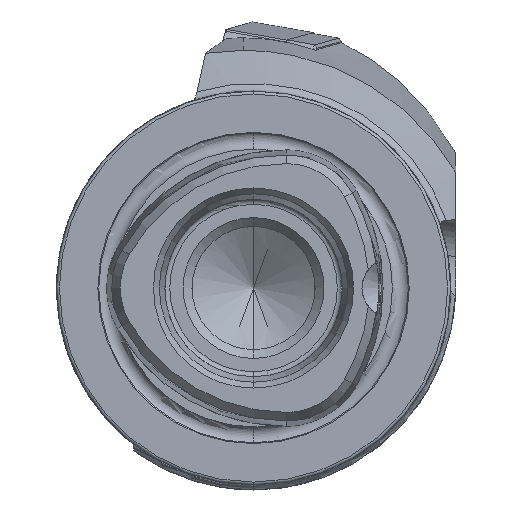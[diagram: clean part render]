
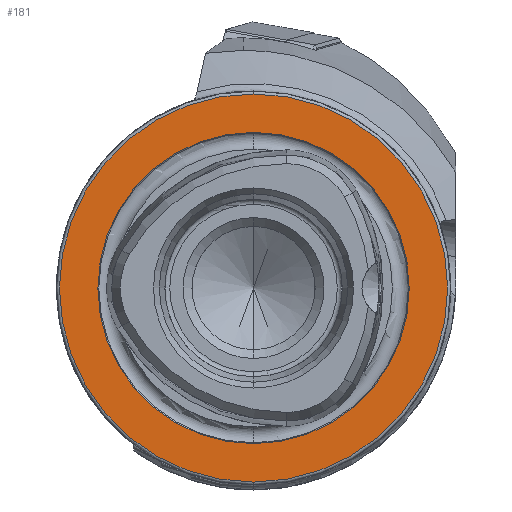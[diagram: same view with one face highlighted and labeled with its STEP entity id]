
A CAD part, left-side view. The second image highlights one B-rep face of the part: STEP entity #181.
In plain terms, the highlighted planar face has unit normal (-1, 0, 0).
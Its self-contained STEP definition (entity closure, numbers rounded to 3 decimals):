
#181 = ADVANCED_FACE ( 'NONE', ( #635, #631 ), #2420, .F. ) ;
#398 = EDGE_LOOP ( 'NONE', ( #8011, #7951 ) ) ;
#631 = FACE_OUTER_BOUND ( 'NONE', #8372, .T. ) ;
#635 = FACE_BOUND ( 'NONE', #398, .T. ) ;
#808 = CARTESIAN_POINT ( 'NONE',  ( 0., 0., 0. ) ) ;
#809 = DIRECTION ( 'NONE',  ( -1., 0., 0. ) ) ;
#810 = DIRECTION ( 'NONE',  ( 0., 0., 1. ) ) ;
#892 = CARTESIAN_POINT ( 'NONE',  ( 0., 0., 0. ) ) ;
#893 = DIRECTION ( 'NONE',  ( -1., 0., 0. ) ) ;
#894 = DIRECTION ( 'NONE',  ( 0., 0., 1. ) ) ;
#1386 = AXIS2_PLACEMENT_3D ( 'NONE', #4950, #4951, #4953 ) ;
#1387 = AXIS2_PLACEMENT_3D ( 'NONE', #4956, #4958, #4960 ) ;
#1495 = AXIS2_PLACEMENT_3D ( 'NONE', #808, #809, #810 ) ;
#1849 = CARTESIAN_POINT ( 'NONE',  ( 0., 0., -19.7 ) ) ;
#1876 = CARTESIAN_POINT ( 'NONE',  ( 0., 0., 15.8 ) ) ;
#2362 = CARTESIAN_POINT ( 'NONE',  ( 0., 0., -15.8 ) ) ;
#2389 = DIRECTION ( 'NONE',  ( 0., 0., -1. ) ) ;
#2395 = CARTESIAN_POINT ( 'NONE',  ( 0., 15.8, 0. ) ) ;
#2420 = PLANE ( 'NONE',  #11164 ) ;
#2422 = DIRECTION ( 'NONE',  ( 1., 0., 0. ) ) ;
#2690 = CARTESIAN_POINT ( 'NONE',  ( 0., 0., 19.7 ) ) ;
#3305 = VERTEX_POINT ( 'NONE', #2362 ) ;
#3350 = VERTEX_POINT ( 'NONE', #2690 ) ;
#4950 = CARTESIAN_POINT ( 'NONE',  ( 0., 0., 0. ) ) ;
#4951 = DIRECTION ( 'NONE',  ( -1., 0., 0. ) ) ;
#4953 = DIRECTION ( 'NONE',  ( 0., 0., 1. ) ) ;
#4956 = CARTESIAN_POINT ( 'NONE',  ( 0., 0., 0. ) ) ;
#4958 = DIRECTION ( 'NONE',  ( -1., 0., 0. ) ) ;
#4960 = DIRECTION ( 'NONE',  ( 0., 0., 1. ) ) ;
#5836 = EDGE_CURVE ( 'NONE', #6747, #3350, #7584, .T. ) ;
#5837 = EDGE_CURVE ( 'NONE', #6769, #3305, #7583, .T. ) ;
#6747 = VERTEX_POINT ( 'NONE', #1849 ) ;
#6769 = VERTEX_POINT ( 'NONE', #1876 ) ;
#6908 = EDGE_CURVE ( 'NONE', #3350, #6747, #7804, .T. ) ;
#6923 = EDGE_CURVE ( 'NONE', #3305, #6769, #7820, .T. ) ;
#7583 = CIRCLE ( 'NONE', #1387, 15.8 ) ;
#7584 = CIRCLE ( 'NONE', #1386, 19.7 ) ;
#7804 = CIRCLE ( 'NONE', #1495, 19.7 ) ;
#7820 = CIRCLE ( 'NONE', #11212, 15.8 ) ;
#7951 = ORIENTED_EDGE ( 'NONE', *, *, #6923, .F. ) ;
#7952 = ORIENTED_EDGE ( 'NONE', *, *, #6908, .T. ) ;
#7976 = ORIENTED_EDGE ( 'NONE', *, *, #5836, .T. ) ;
#8011 = ORIENTED_EDGE ( 'NONE', *, *, #5837, .F. ) ;
#8372 = EDGE_LOOP ( 'NONE', ( #7952, #7976 ) ) ;
#11164 = AXIS2_PLACEMENT_3D ( 'NONE', #2395, #2422, #2389 ) ;
#11212 = AXIS2_PLACEMENT_3D ( 'NONE', #892, #893, #894 ) ;
